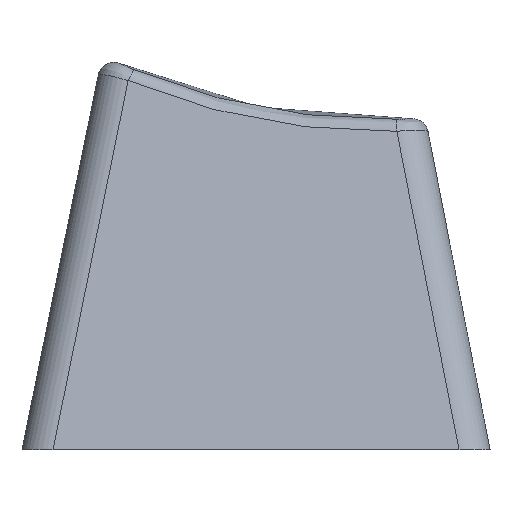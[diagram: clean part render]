
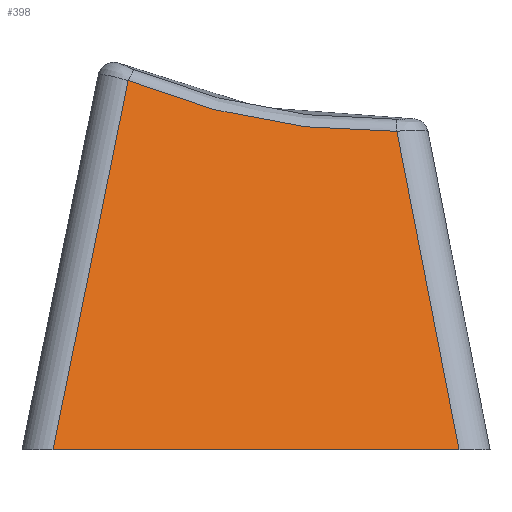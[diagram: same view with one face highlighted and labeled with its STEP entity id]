
A CAD part, left-side view. The second image highlights one B-rep face of the part: STEP entity #398.
In plain terms, the highlighted planar face has unit normal (-0.97, 0, 0.241).
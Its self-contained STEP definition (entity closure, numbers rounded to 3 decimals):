
#346=CARTESIAN_POINT('',(174.871,37.35,2.145));
#347=DIRECTION('',(-0.97,0.,0.242));
#348=DIRECTION('',(0.242,0.,0.97));
#349=AXIS2_PLACEMENT_3D('',#346,#347,#348);
#350=PLANE('',#349);
#351=CARTESIAN_POINT('',(174.337,29.413,0.));
#352=VERTEX_POINT('',#351);
#353=CARTESIAN_POINT('',(177.436,31.841,12.447));
#354=VERTEX_POINT('',#353);
#355=CARTESIAN_POINT('',(174.337,29.415,0.));
#356=DIRECTION('',(0.237,0.186,0.953));
#357=VECTOR('',#356,13.054);
#358=LINE('',#355,#357);
#359=EDGE_CURVE('',#352,#354,#358,.T.);
#360=ORIENTED_EDGE('',*,*,#359,.T.);
#361=CARTESIAN_POINT('',(177.929,42.349,14.43));
#362=VERTEX_POINT('',#361);
#363=CARTESIAN_POINT('',(177.436,31.841,12.447));
#364=CARTESIAN_POINT('',(177.431,32.741,12.43));
#365=CARTESIAN_POINT('',(177.439,33.639,12.459));
#366=CARTESIAN_POINT('',(177.457,34.534,12.534));
#367=CARTESIAN_POINT('',(177.476,35.429,12.609));
#368=CARTESIAN_POINT('',(177.506,36.322,12.73));
#369=CARTESIAN_POINT('',(177.547,37.203,12.896));
#370=CARTESIAN_POINT('',(177.568,37.644,12.98));
#371=CARTESIAN_POINT('',(177.592,38.083,13.074));
#372=CARTESIAN_POINT('',(177.618,38.519,13.18));
#373=CARTESIAN_POINT('',(177.644,38.955,13.286));
#374=CARTESIAN_POINT('',(177.674,39.389,13.403));
#375=CARTESIAN_POINT('',(177.705,39.818,13.531));
#376=CARTESIAN_POINT('',(177.769,40.678,13.787));
#377=CARTESIAN_POINT('',(177.844,41.522,14.086));
#378=CARTESIAN_POINT('',(177.929,42.349,14.43));
#379=B_SPLINE_CURVE_WITH_KNOTS('',3,(#363,#364,#365,#366,#367,#368,#369,#370,#371,#372,#373,#374,#375,#376,#377,#378),.UNSPECIFIED.,.F.,.F.,(4,3,3,3,3,4),(0.,0.003,0.005,0.007,0.008,0.011),.UNSPECIFIED.);
#380=EDGE_CURVE('',#354,#362,#379,.T.);
#381=ORIENTED_EDGE('',*,*,#380,.T.);
#382=CARTESIAN_POINT('',(174.337,45.287,0.));
#383=VERTEX_POINT('',#382);
#384=CARTESIAN_POINT('',(177.929,42.349,14.43));
#385=DIRECTION('',(-0.237,0.194,-0.952));
#386=VECTOR('',#385,15.158);
#387=LINE('',#384,#386);
#388=EDGE_CURVE('',#362,#383,#387,.T.);
#389=ORIENTED_EDGE('',*,*,#388,.T.);
#390=CARTESIAN_POINT('',(174.337,45.287,0.));
#391=DIRECTION('',(-0.,-1.,-0.));
#392=VECTOR('',#391,15.874);
#393=LINE('',#390,#392);
#394=EDGE_CURVE('',#383,#352,#393,.T.);
#395=ORIENTED_EDGE('',*,*,#394,.T.);
#396=EDGE_LOOP('',(#360,#381,#389,#395));
#397=FACE_BOUND('',#396,.T.);
#398=ADVANCED_FACE('',(#397),#350,.T.);
